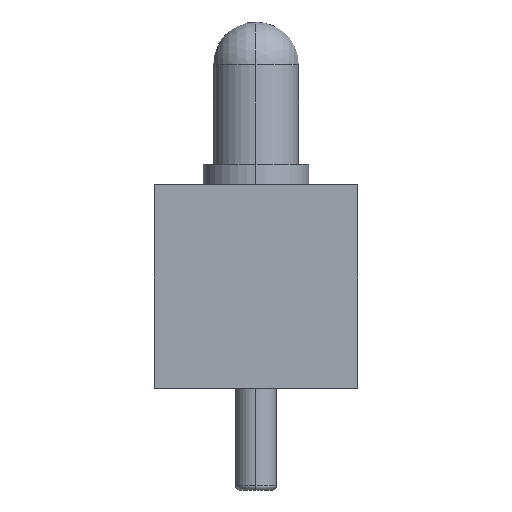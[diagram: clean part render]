
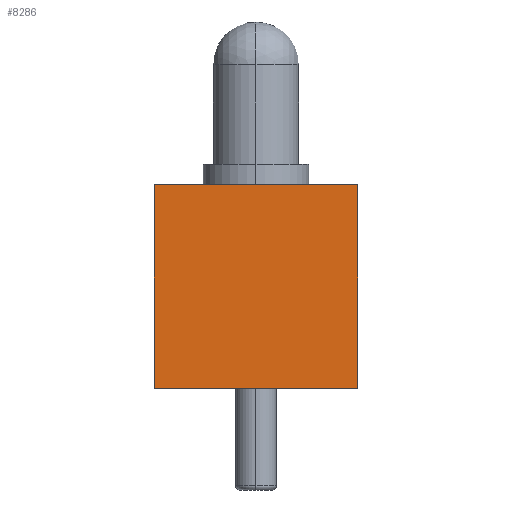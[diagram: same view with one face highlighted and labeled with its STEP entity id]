
A CAD part, left-side view. The second image highlights one B-rep face of the part: STEP entity #8286.
In plain terms, the highlighted planar face has unit normal (-1, 0, 0).
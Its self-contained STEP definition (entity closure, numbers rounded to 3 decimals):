
#457 = LINE ( 'NONE', #7317, #2776 ) ;
#490 = CARTESIAN_POINT ( 'NONE',  ( -10.5, 2.5, 5. ) ) ;
#521 = CARTESIAN_POINT ( 'NONE',  ( -10.5, -2.5, 5. ) ) ;
#612 = DIRECTION ( 'NONE',  ( 0., 0., -1. ) ) ;
#694 = CARTESIAN_POINT ( 'NONE',  ( -10.5, 2.5, 5. ) ) ;
#1039 = CARTESIAN_POINT ( 'NONE',  ( -10.5, -2.5, 5. ) ) ;
#1821 = VERTEX_POINT ( 'NONE', #1039 ) ;
#1942 = VECTOR ( 'NONE', #4867, 1000. ) ;
#2089 = LINE ( 'NONE', #694, #1942 ) ;
#2607 = CARTESIAN_POINT ( 'NONE',  ( -10.5, -2.5, 0. ) ) ;
#2776 = VECTOR ( 'NONE', #15052, 1000. ) ;
#3101 = EDGE_CURVE ( 'NONE', #15550, #4290, #457, .T. ) ;
#4058 = EDGE_CURVE ( 'NONE', #1821, #4290, #16446, .T. ) ;
#4290 = VERTEX_POINT ( 'NONE', #2607 ) ;
#4867 = DIRECTION ( 'NONE',  ( 0., 0., -1. ) ) ;
#4889 = CARTESIAN_POINT ( 'NONE',  ( -10.5, 2.5, 5. ) ) ;
#5100 = CARTESIAN_POINT ( 'NONE',  ( -10.5, 2.5, 0. ) ) ;
#6114 = DIRECTION ( 'NONE',  ( 0., -1., 0. ) ) ;
#7017 = PLANE ( 'NONE',  #10002 ) ;
#7317 = CARTESIAN_POINT ( 'NONE',  ( -10.5, 2.5, 0. ) ) ;
#8286 = ADVANCED_FACE ( 'NONE', ( #12465 ), #7017, .F. ) ;
#8383 = VERTEX_POINT ( 'NONE', #8553 ) ;
#8553 = CARTESIAN_POINT ( 'NONE',  ( -10.5, 2.5, 5. ) ) ;
#10002 = AXIS2_PLACEMENT_3D ( 'NONE', #490, #12632, #16572 ) ;
#10368 = LINE ( 'NONE', #4889, #12020 ) ;
#11109 = ORIENTED_EDGE ( 'NONE', *, *, #14594, .T. ) ;
#11699 = VECTOR ( 'NONE', #612, 1000. ) ;
#11895 = EDGE_LOOP ( 'NONE', ( #13161, #12142, #16793, #11109 ) ) ;
#12020 = VECTOR ( 'NONE', #6114, 1000. ) ;
#12142 = ORIENTED_EDGE ( 'NONE', *, *, #4058, .F. ) ;
#12465 = FACE_OUTER_BOUND ( 'NONE', #11895, .T. ) ;
#12632 = DIRECTION ( 'NONE',  ( 1., 0., 0. ) ) ;
#13161 = ORIENTED_EDGE ( 'NONE', *, *, #3101, .T. ) ;
#14594 = EDGE_CURVE ( 'NONE', #8383, #15550, #2089, .T. ) ;
#15052 = DIRECTION ( 'NONE',  ( 0., -1., 0. ) ) ;
#15550 = VERTEX_POINT ( 'NONE', #5100 ) ;
#15705 = EDGE_CURVE ( 'NONE', #8383, #1821, #10368, .T. ) ;
#16446 = LINE ( 'NONE', #521, #11699 ) ;
#16572 = DIRECTION ( 'NONE',  ( 0., 0., -1. ) ) ;
#16793 = ORIENTED_EDGE ( 'NONE', *, *, #15705, .F. ) ;
